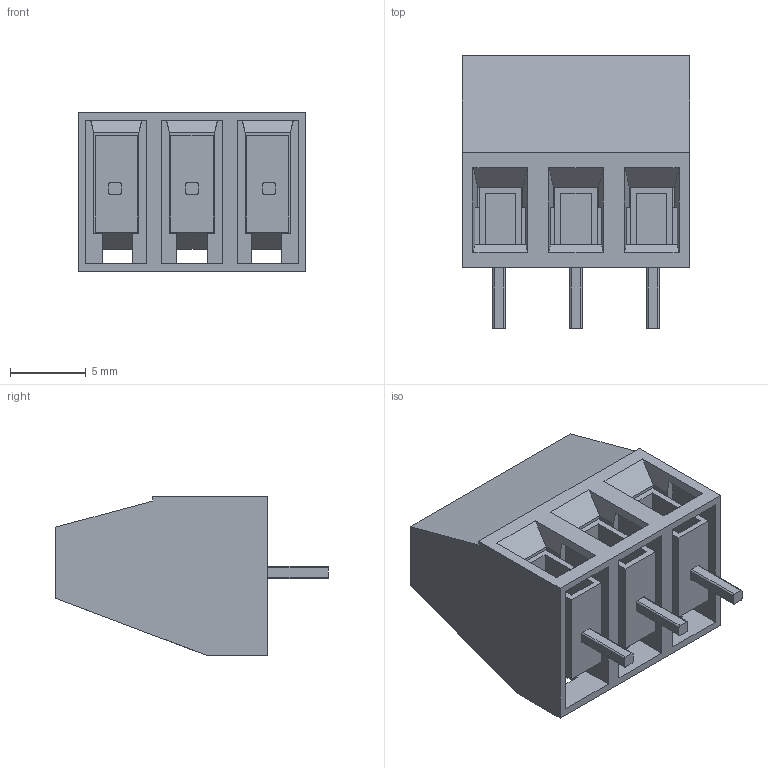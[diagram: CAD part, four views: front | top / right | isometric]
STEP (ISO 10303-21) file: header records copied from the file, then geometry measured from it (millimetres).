
FILE_DESCRIPTION (( 'STEP AP214' ), '1' );
FILE_NAME ('User Library-klema-5mm-3pin.STEP', '2018-10-04T07:05:56', ( '' ), ( '' ), 'SwSTEP 2.0', 'SolidWorks 2018', '' );
FILE_SCHEMA (( 'AUTOMOTIVE_DESIGN' ));
Length unit declared in the file: millimetre
Products named in the file (1): User Library-klema-5mm-3pin
Bounding box: 15 x 18 x 10.5 mm (x, y, z)
Volume: 1283.5 mm3; surface area: 1870.2 mm2
Topology: 1 solids, 1 shells, 147 faces, 420 edges, 278 vertices
Faces by surface type: plane 129, cylinder 18
Entity records: 5617 total; most frequent: CARTESIAN_POINT 846, ORIENTED_EDGE 840, DIRECTION 764, EDGE_CURVE 420, LINE 372, VECTOR 372, VERTEX_POINT 278, AXIS2_PLACEMENT_3D 196
